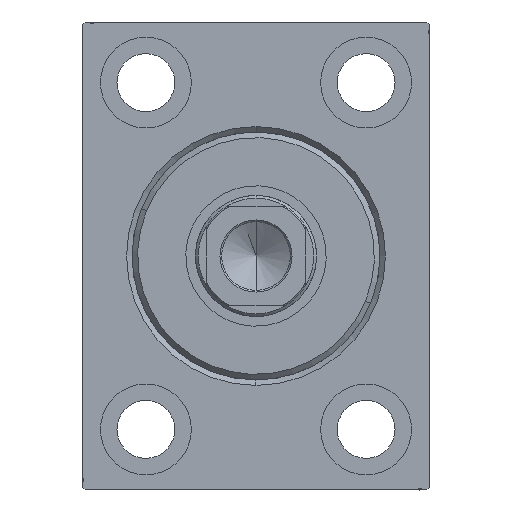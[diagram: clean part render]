
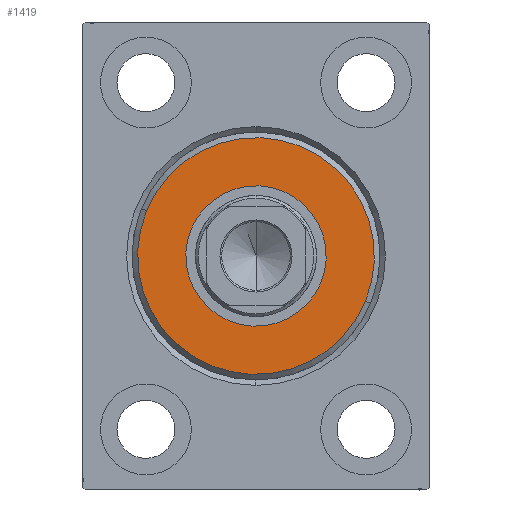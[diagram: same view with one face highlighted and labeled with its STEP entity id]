
A CAD part, left-side view. The second image highlights one B-rep face of the part: STEP entity #1419.
In plain terms, the highlighted face is planar.
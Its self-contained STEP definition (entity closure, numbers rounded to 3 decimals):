
#76 = DIRECTION ( 'NONE',  ( -1., 0., 0. ) ) ;
#905 = DIRECTION ( 'NONE',  ( 0., 0., -1. ) ) ;
#1419 = ADVANCED_FACE ( 'NONE', ( #11273, #11489 ), #24988, .T. ) ;
#2265 = DIRECTION ( 'NONE',  ( 0., 0., -1. ) ) ;
#2437 = CIRCLE ( 'NONE', #15165, 21.5 ) ;
#3373 = ORIENTED_EDGE ( 'NONE', *, *, #7020, .T. ) ;
#3960 = CARTESIAN_POINT ( 'NONE',  ( 3., 0., 12.75 ) ) ;
#4254 = EDGE_CURVE ( 'NONE', #41716, #16415, #4358, .T. ) ;
#4296 = AXIS2_PLACEMENT_3D ( 'NONE', #31819, #33528, #27093 ) ;
#4358 = CIRCLE ( 'NONE', #25545, 12.75 ) ;
#5587 = DIRECTION ( 'NONE',  ( 1., 0., 0. ) ) ;
#5800 = CARTESIAN_POINT ( 'NONE',  ( 3., 0., 0. ) ) ;
#6440 = ORIENTED_EDGE ( 'NONE', *, *, #31660, .T. ) ;
#7020 = EDGE_CURVE ( 'NONE', #20053, #7469, #15721, .T. ) ;
#7469 = VERTEX_POINT ( 'NONE', #25814 ) ;
#8667 = EDGE_LOOP ( 'NONE', ( #6440, #42844 ) ) ;
#9484 = AXIS2_PLACEMENT_3D ( 'NONE', #34754, #76, #27024 ) ;
#11273 = FACE_OUTER_BOUND ( 'NONE', #13126, .T. ) ;
#11489 = FACE_BOUND ( 'NONE', #8667, .T. ) ;
#11492 = AXIS2_PLACEMENT_3D ( 'NONE', #23909, #24106, #905 ) ;
#13126 = EDGE_LOOP ( 'NONE', ( #3373, #17676 ) ) ;
#13178 = EDGE_CURVE ( 'NONE', #7469, #20053, #2437, .T. ) ;
#15165 = AXIS2_PLACEMENT_3D ( 'NONE', #5800, #5587, #2265 ) ;
#15721 = CIRCLE ( 'NONE', #11492, 21.5 ) ;
#16415 = VERTEX_POINT ( 'NONE', #3960 ) ;
#17416 = CARTESIAN_POINT ( 'NONE',  ( 3., 0., 0. ) ) ;
#17676 = ORIENTED_EDGE ( 'NONE', *, *, #13178, .T. ) ;
#20053 = VERTEX_POINT ( 'NONE', #32618 ) ;
#23909 = CARTESIAN_POINT ( 'NONE',  ( 3., 0., 0. ) ) ;
#24106 = DIRECTION ( 'NONE',  ( 1., 0., 0. ) ) ;
#24988 = PLANE ( 'NONE',  #4296 ) ;
#25545 = AXIS2_PLACEMENT_3D ( 'NONE', #17416, #37316, #40658 ) ;
#25814 = CARTESIAN_POINT ( 'NONE',  ( 3., 0., -21.5 ) ) ;
#27024 = DIRECTION ( 'NONE',  ( 0., 0., -1. ) ) ;
#27093 = DIRECTION ( 'NONE',  ( 0., 0., -1. ) ) ;
#27115 = CIRCLE ( 'NONE', #9484, 12.75 ) ;
#31660 = EDGE_CURVE ( 'NONE', #16415, #41716, #27115, .T. ) ;
#31819 = CARTESIAN_POINT ( 'NONE',  ( 3., 0., 0. ) ) ;
#32618 = CARTESIAN_POINT ( 'NONE',  ( 3., 0., 21.5 ) ) ;
#33528 = DIRECTION ( 'NONE',  ( 1., 0., 0. ) ) ;
#34754 = CARTESIAN_POINT ( 'NONE',  ( 3., 0., 0. ) ) ;
#37316 = DIRECTION ( 'NONE',  ( -1., 0., 0. ) ) ;
#40658 = DIRECTION ( 'NONE',  ( 0., 0., -1. ) ) ;
#41716 = VERTEX_POINT ( 'NONE', #42075 ) ;
#42075 = CARTESIAN_POINT ( 'NONE',  ( 3., 0., -12.75 ) ) ;
#42844 = ORIENTED_EDGE ( 'NONE', *, *, #4254, .T. ) ;
